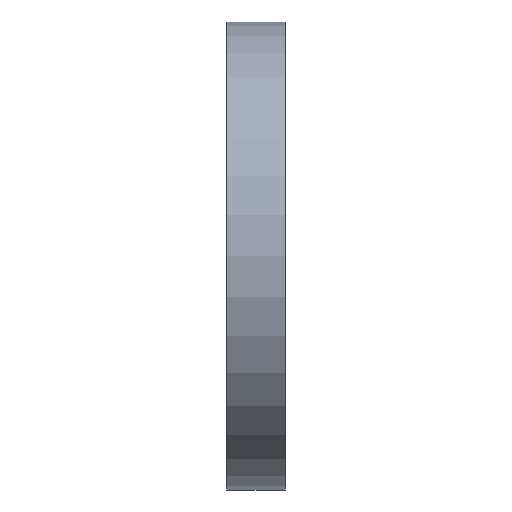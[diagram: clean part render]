
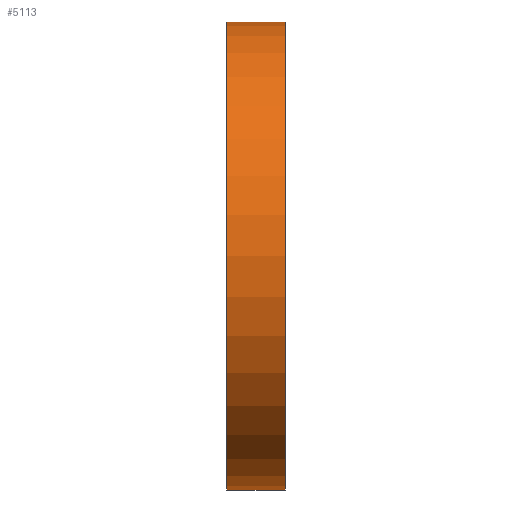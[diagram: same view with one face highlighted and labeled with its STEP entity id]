
A CAD part, left-side view. The second image highlights one B-rep face of the part: STEP entity #5113.
In plain terms, the highlighted cylindrical face has radius 38.1 mm (diameter 76.2 mm), a partial arc.
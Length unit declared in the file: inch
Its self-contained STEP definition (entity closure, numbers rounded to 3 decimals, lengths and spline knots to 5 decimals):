
#139 = VERTEX_POINT ( 'NONE', #10423 ) ;
#302 = CYLINDRICAL_SURFACE ( 'NONE', #14818, 1.5 ) ;
#900 = ORIENTED_EDGE ( 'NONE', *, *, #15270, .T. ) ;
#960 = CIRCLE ( 'NONE', #18094, 1.5 ) ;
#1054 = CARTESIAN_POINT ( 'NONE',  ( -1.05006, 0., 0. ) ) ;
#1743 = DIRECTION ( 'NONE',  ( 0., 1., 0. ) ) ;
#1762 = EDGE_CURVE ( 'NONE', #16703, #139, #960, .T. ) ;
#2627 = DIRECTION ( 'NONE',  ( 0., 0., 1. ) ) ;
#4012 = VECTOR ( 'NONE', #7194, 39.37008 ) ;
#5090 = LINE ( 'NONE', #17230, #7824 ) ;
#5113 = ADVANCED_FACE ( 'NONE', ( #17557 ), #302, .T. ) ;
#5786 = ORIENTED_EDGE ( 'NONE', *, *, #17877, .F. ) ;
#6227 = ORIENTED_EDGE ( 'NONE', *, *, #1762, .T. ) ;
#6383 = EDGE_LOOP ( 'NONE', ( #6227, #5786, #13030, #900 ) ) ;
#6986 = VERTEX_POINT ( 'NONE', #8605 ) ;
#7194 = DIRECTION ( 'NONE',  ( 0., -1., 0. ) ) ;
#7824 = VECTOR ( 'NONE', #18821, 39.37008 ) ;
#8605 = CARTESIAN_POINT ( 'NONE',  ( -1.05006, 0.375, 1.5 ) ) ;
#10423 = CARTESIAN_POINT ( 'NONE',  ( -1.05006, 0., 1.5 ) ) ;
#10582 = DIRECTION ( 'NONE',  ( 0., -1., 0. ) ) ;
#11193 = CARTESIAN_POINT ( 'NONE',  ( -1.05006, 0.375, 0. ) ) ;
#11808 = CARTESIAN_POINT ( 'NONE',  ( -1.05006, 0.375, -1.5 ) ) ;
#11927 = LINE ( 'NONE', #18251, #4012 ) ;
#12086 = DIRECTION ( 'NONE',  ( 0., 1., 0. ) ) ;
#12192 = DIRECTION ( 'NONE',  ( 0., 0., -1. ) ) ;
#12783 = DIRECTION ( 'NONE',  ( 0., 0., 1. ) ) ;
#13030 = ORIENTED_EDGE ( 'NONE', *, *, #18174, .F. ) ;
#13367 = CARTESIAN_POINT ( 'NONE',  ( -1.05006, 0., -1.5 ) ) ;
#13774 = CARTESIAN_POINT ( 'NONE',  ( -1.05006, 0.375, 0. ) ) ;
#14382 = CIRCLE ( 'NONE', #16755, 1.5 ) ;
#14818 = AXIS2_PLACEMENT_3D ( 'NONE', #13774, #10582, #12192 ) ;
#15270 = EDGE_CURVE ( 'NONE', #18384, #16703, #5090, .T. ) ;
#16703 = VERTEX_POINT ( 'NONE', #13367 ) ;
#16755 = AXIS2_PLACEMENT_3D ( 'NONE', #11193, #1743, #12783 ) ;
#17230 = CARTESIAN_POINT ( 'NONE',  ( -1.05006, 0.375, -1.5 ) ) ;
#17557 = FACE_OUTER_BOUND ( 'NONE', #6383, .T. ) ;
#17877 = EDGE_CURVE ( 'NONE', #6986, #139, #11927, .T. ) ;
#18094 = AXIS2_PLACEMENT_3D ( 'NONE', #1054, #12086, #2627 ) ;
#18174 = EDGE_CURVE ( 'NONE', #18384, #6986, #14382, .T. ) ;
#18251 = CARTESIAN_POINT ( 'NONE',  ( -1.05006, 0.375, 1.5 ) ) ;
#18384 = VERTEX_POINT ( 'NONE', #11808 ) ;
#18821 = DIRECTION ( 'NONE',  ( 0., -1., 0. ) ) ;
